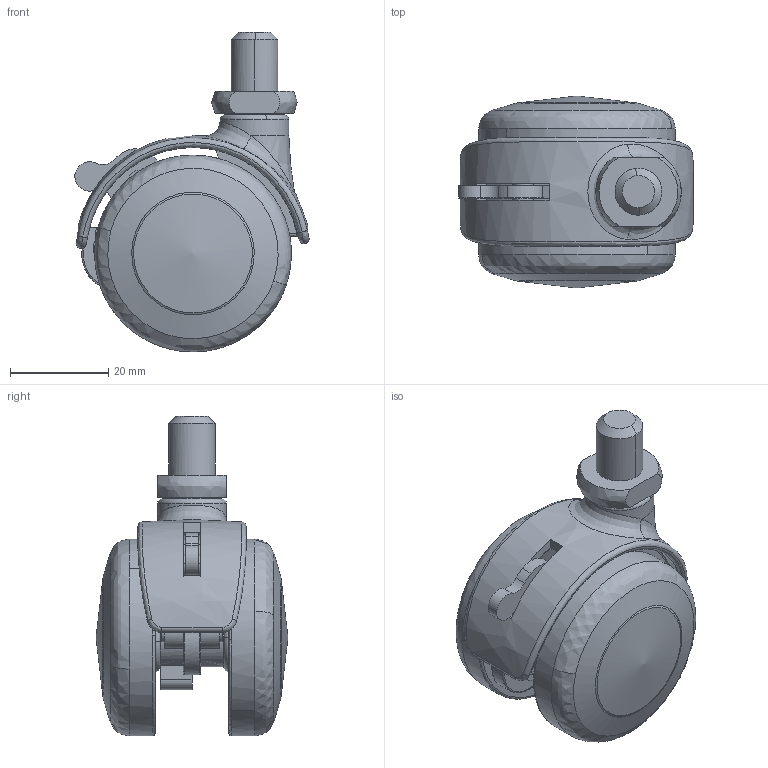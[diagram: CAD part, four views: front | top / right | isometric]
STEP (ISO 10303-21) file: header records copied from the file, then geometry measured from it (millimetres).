
FILE_DESCRIPTION((''),'2;1');
FILE_NAME('','2005-12-16T11:27:21',(''),(''),'','CADfix','');
FILE_SCHEMA(('AUTOMOTIVE_DESIGN'));
Length unit declared in the file: millimetre
Products named in the file (5): wheel; main shaft; lever; body; MY4N3S_14640_36
Assembly tree (5 placements, depth 2):
  MY4N3S_14640_36
    wheel  x2
    main shaft
    lever
    body
Bounding box: 47.62 x 39 x 65 mm (x, y, z)
Volume: 30338.7 mm3; surface area: 20112.2 mm2
Topology: 6 solids, 6 shells, 199 faces, 597 edges, 426 vertices
Faces by surface type: bspline 199
Entity records: 10622 total; most frequent: CARTESIAN_POINT 7679, ORIENTED_EDGE 1042, EDGE_CURVE 521, VERTEX_POINT 368, EDGE_LOOP 205, FACE_OUTER_BOUND 178, ADVANCED_FACE 178, QUASI_UNIFORM_CURVE 144
